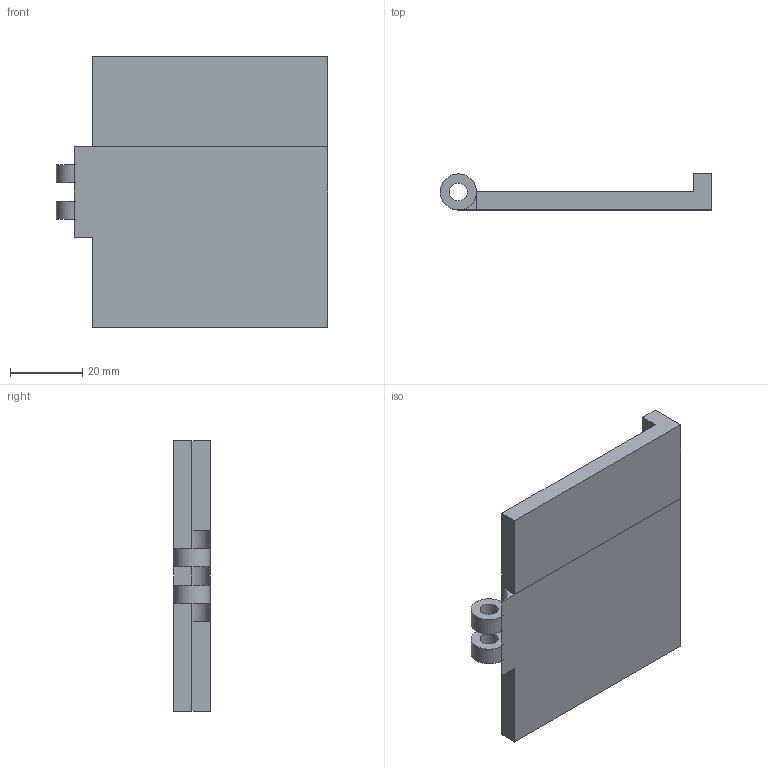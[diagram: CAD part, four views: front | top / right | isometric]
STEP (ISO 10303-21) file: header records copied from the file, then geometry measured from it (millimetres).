
FILE_DESCRIPTION(/* description */ (''),/* implementation_level */ '2;1');
FILE_NAME(/* name */ 'phone stand base.step',/* time_stamp */ '2025-12-02T22:23:23-05:00',/* author */ (''),/* organization */ (''),/* preprocessor_version */ 'ST-DEVELOPER v20.1',/* originating_system */ 'Autodesk Translation Framework v14.21.0.0',/* authorisation */ '');
FILE_SCHEMA (('AUTOMOTIVE_DESIGN { 1 0 10303 214 3 1 1 }'));
Length unit declared in the file: millimetre
Products named in the file (1): 2025-12-02-17-42-07-400
Bounding box: 75.09 x 10 x 75 mm (x, y, z)
Volume: 27005.1 mm3; surface area: 12720.5 mm2
Topology: 1 solids, 1 shells, 23 faces, 52 edges, 31 vertices
Faces by surface type: plane 16, cylinder 7
Full cylindrical faces by diameter (mm): 5 x2
Entity records: 673 total; most frequent: DIRECTION 114, CARTESIAN_POINT 107, ORIENTED_EDGE 104, EDGE_CURVE 52, LINE 38, VECTOR 38, AXIS2_PLACEMENT_3D 38, VERTEX_POINT 31
